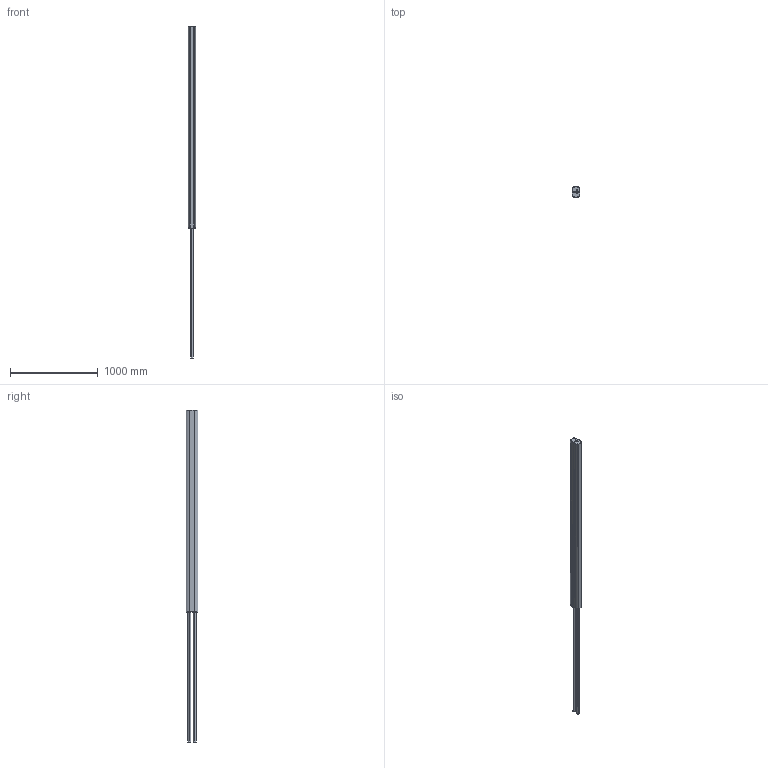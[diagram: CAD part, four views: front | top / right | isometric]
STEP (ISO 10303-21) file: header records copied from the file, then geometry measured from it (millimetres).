
FILE_DESCRIPTION (( 'STEP AP214' ), '1' );
FILE_NAME ('6289974.stp', '2016-06-29T13:00:38', ( '' ), ( '' ), 'SwSTEP 2.0', 'SolidWorks 2014', '' );
FILE_SCHEMA (( 'AUTOMOTIVE_DESIGN' ));
Length unit declared in the file: millimetre
Products named in the file (7): 6289974; P_34509024_1_Standard; 033057_Standard; 031168_L=2303; 026468_L=2303; 033054_Standard; 028059_L=2300
Assembly tree (8 placements, depth 3):
  6289974
    028059_L=2300
    033054_Standard
    031168_L=2303  x2
      026468_L=2303
    033057_Standard
    P_34509024_1_Standard  x2
Bounding box: 80.5 x 130.5 x 3789.78 mm (x, y, z)
Volume: 3293522.6 mm3; surface area: 3628694.1 mm2
Topology: 7 solids, 7 shells, 188 faces, 522 edges, 348 vertices
Faces by surface type: plane 106, cylinder 82
Entity records: 5283 total; most frequent: DIRECTION 885, CARTESIAN_POINT 880, ORIENTED_EDGE 858, EDGE_CURVE 429, VECTOR 303, LINE 303, AXIS2_PLACEMENT_3D 291, VERTEX_POINT 286
